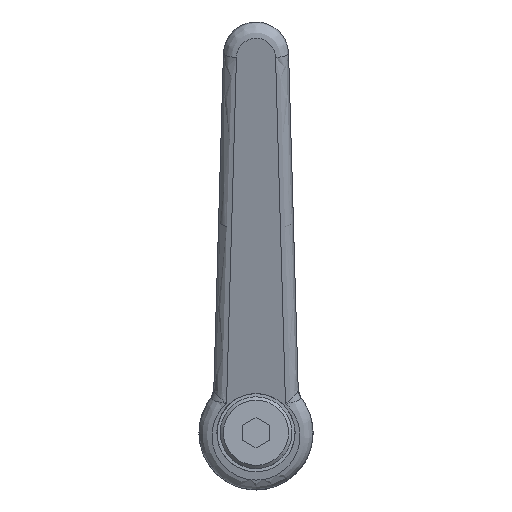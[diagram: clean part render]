
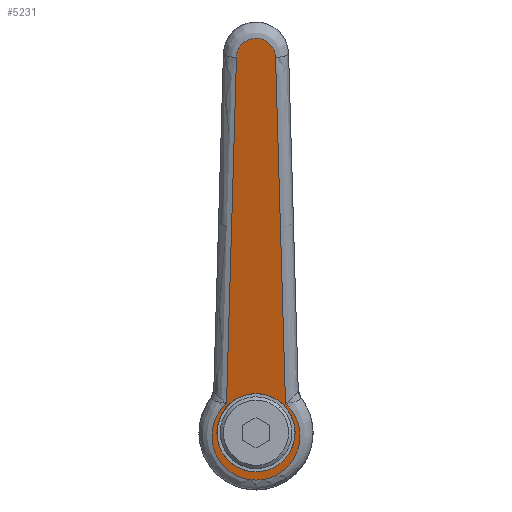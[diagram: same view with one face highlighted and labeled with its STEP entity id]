
A CAD part, top view. The second image highlights one B-rep face of the part: STEP entity #5231.
In plain terms, the highlighted free-form (B-spline) face has degree [1, 1] with [2, 2] control points.
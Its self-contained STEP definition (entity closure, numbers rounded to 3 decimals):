
#1861=CARTESIAN_POINT('',(4.424,4.054,30.087));
#1862=VERTEX_POINT('',#1861);
#1868=CARTESIAN_POINT('',(-6.,0.0,27.327));
#1869=VERTEX_POINT('',#1868);
#1870=CARTESIAN_POINT('',(4.424,4.054,30.087));
#1871=CARTESIAN_POINT('',(2.64,6.,29.615));
#1872=CARTESIAN_POINT('',(0.,6.0,28.916));
#1873=CARTESIAN_POINT('',(-6.,6.0,27.327));
#1874=CARTESIAN_POINT('',(-6.,0.0,27.327));
#1882=(BOUNDED_CURVE()B_SPLINE_CURVE(2,(#1870,#1871,#1872,#1873,#1874),.UNSPECIFIED.,.F.,.U.)B_SPLINE_CURVE_WITH_KNOTS((3,2,3),(0.618,0.75,1.0),.UNSPECIFIED.)CURVE()GEOMETRIC_REPRESENTATION_ITEM()RATIONAL_B_SPLINE_CURVE((0.854,0.846,1.0,0.707,1.0))REPRESENTATION_ITEM(''));
#1883=EDGE_CURVE('',#1862,#1869,#1882,.T.);
#1885=CARTESIAN_POINT('',(4.3,-4.185,30.054));
#1886=VERTEX_POINT('',#1885);
#1887=CARTESIAN_POINT('',(-6.,0.0,27.327));
#1888=CARTESIAN_POINT('',(-6.,-6.0,27.327));
#1889=CARTESIAN_POINT('',(0.,-6.0,28.916));
#1890=CARTESIAN_POINT('',(2.533,-6.,29.586));
#1891=CARTESIAN_POINT('',(4.3,-4.185,30.054));
#1899=(BOUNDED_CURVE()B_SPLINE_CURVE(2,(#1887,#1888,#1889,#1890,#1891),.UNSPECIFIED.,.F.,.U.)B_SPLINE_CURVE_WITH_KNOTS((3,2,3),(0.0,0.25,0.377),.UNSPECIFIED.)CURVE()GEOMETRIC_REPRESENTATION_ITEM()RATIONAL_B_SPLINE_CURVE((1.0,0.707,1.0,0.851,0.854))REPRESENTATION_ITEM(''));
#1900=EDGE_CURVE('',#1869,#1886,#1899,.T.);
#1937=CARTESIAN_POINT('',(6.,0.,30.504));
#1938=VERTEX_POINT('',#1937);
#1939=CARTESIAN_POINT('',(4.3,-4.185,30.054));
#1940=CARTESIAN_POINT('',(6.,-2.438,30.504));
#1941=CARTESIAN_POINT('',(6.,0.,30.504));
#1949=(BOUNDED_CURVE()B_SPLINE_CURVE(2,(#1939,#1940,#1941),.UNSPECIFIED.,.F.,.U.)B_SPLINE_CURVE_WITH_KNOTS((3,3),(0.377,0.5),.UNSPECIFIED.)CURVE()GEOMETRIC_REPRESENTATION_ITEM()RATIONAL_B_SPLINE_CURVE((0.854,0.856,1.0))REPRESENTATION_ITEM(''));
#1950=EDGE_CURVE('',#1886,#1938,#1949,.T.);
#1952=CARTESIAN_POINT('',(6.,0.,30.504));
#1953=CARTESIAN_POINT('',(6.,2.333,30.504));
#1954=CARTESIAN_POINT('',(4.424,4.054,30.087));
#1962=(BOUNDED_CURVE()B_SPLINE_CURVE(2,(#1952,#1953,#1954),.UNSPECIFIED.,.F.,.U.)B_SPLINE_CURVE_WITH_KNOTS((3,3),(0.5,0.618),.UNSPECIFIED.)CURVE()GEOMETRIC_REPRESENTATION_ITEM()RATIONAL_B_SPLINE_CURVE((1.0,0.861,0.854))REPRESENTATION_ITEM(''));
#1963=EDGE_CURVE('',#1938,#1862,#1962,.T.);
#4235=CARTESIAN_POINT('',(4.498,4.524,30.107));
#4236=VERTEX_POINT('',#4235);
#4478=CARTESIAN_POINT('',(4.498,-4.524,30.107));
#4479=VERTEX_POINT('',#4478);
#4591=CARTESIAN_POINT('',(57.574,-2.999,44.162));
#4592=VERTEX_POINT('',#4591);
#4593=CARTESIAN_POINT('',(4.498,-4.524,30.107));
#4594=CARTESIAN_POINT('',(57.574,-2.999,44.162));
#4595=QUASI_UNIFORM_CURVE('',1,(#4593,#4594),.UNSPECIFIED.,.F.,.U.);
#4596=EDGE_CURVE('',#4479,#4592,#4595,.T.);
#4806=CARTESIAN_POINT('',(4.498,4.524,30.107));
#4807=CARTESIAN_POINT('',(1.391,7.964,29.284));
#4808=CARTESIAN_POINT('',(-2.935,6.3,28.138));
#4809=CARTESIAN_POINT('',(-7.262,4.636,26.993));
#4810=CARTESIAN_POINT('',(-7.262,0.,26.993));
#4811=CARTESIAN_POINT('',(-7.262,-4.636,26.993));
#4812=CARTESIAN_POINT('',(-2.935,-6.3,28.138));
#4813=CARTESIAN_POINT('',(1.391,-7.964,29.284));
#4814=CARTESIAN_POINT('',(4.498,-4.524,30.107));
#4822=(BOUNDED_CURVE()B_SPLINE_CURVE(2,(#4806,#4807,#4808,#4809,#4810,#4811,#4812,#4813,#4814),.UNSPECIFIED.,.F.,.U.)B_SPLINE_CURVE_WITH_KNOTS((3,2,2,2,3),(0.0,0.25,0.5,0.75,1.0),.UNSPECIFIED.)CURVE()GEOMETRIC_REPRESENTATION_ITEM()RATIONAL_B_SPLINE_CURVE((1.0,0.824,1.0,0.824,1.0,0.824,1.0,0.824,1.0))REPRESENTATION_ITEM(''));
#4823=EDGE_CURVE('',#4236,#4479,#4822,.T.);
#4892=CARTESIAN_POINT('',(57.574,2.999,44.162));
#4893=VERTEX_POINT('',#4892);
#4906=CARTESIAN_POINT('',(57.574,-2.999,44.162));
#4907=CARTESIAN_POINT('',(60.488,-2.915,44.933));
#4908=CARTESIAN_POINT('',(60.488,0.,44.933));
#4909=CARTESIAN_POINT('',(60.488,2.915,44.933));
#4910=CARTESIAN_POINT('',(57.574,2.999,44.162));
#4918=(BOUNDED_CURVE()B_SPLINE_CURVE(2,(#4906,#4907,#4908,#4909,#4910),.UNSPECIFIED.,.F.,.U.)B_SPLINE_CURVE_WITH_KNOTS((3,2,3),(0.0,0.5,1.0),.UNSPECIFIED.)CURVE()GEOMETRIC_REPRESENTATION_ITEM()RATIONAL_B_SPLINE_CURVE((1.0,0.717,1.0,0.717,1.0))REPRESENTATION_ITEM(''));
#4919=EDGE_CURVE('',#4592,#4893,#4918,.T.);
#4960=CARTESIAN_POINT('',(57.574,2.999,44.162));
#4961=CARTESIAN_POINT('',(4.498,4.524,30.107));
#4962=QUASI_UNIFORM_CURVE('',1,(#4960,#4961),.UNSPECIFIED.,.F.,.U.);
#4963=EDGE_CURVE('',#4893,#4236,#4962,.T.);
#5214=CARTESIAN_POINT('',(63.872,-7.419,45.83));
#5215=CARTESIAN_POINT('',(-10.646,-7.419,26.096));
#5216=CARTESIAN_POINT('',(63.872,7.419,45.83));
#5217=CARTESIAN_POINT('',(-10.646,7.419,26.096));
#5218=B_SPLINE_SURFACE_WITH_KNOTS('',1,1,((#5214,#5216),(#5215,#5217)),.UNSPECIFIED.,.F.,.F.,.U.,(2,2),(2,2),(0.0,77.087),(0.0,14.837),.UNSPECIFIED.);
#5219=ORIENTED_EDGE('',*,*,#4823,.T.);
#5220=ORIENTED_EDGE('',*,*,#4596,.T.);
#5221=ORIENTED_EDGE('',*,*,#4919,.T.);
#5222=ORIENTED_EDGE('',*,*,#4963,.T.);
#5223=EDGE_LOOP('',(#5219,#5220,#5221,#5222));
#5224=FACE_OUTER_BOUND('',#5223,.T.);
#5225=ORIENTED_EDGE('',*,*,#1963,.F.);
#5226=ORIENTED_EDGE('',*,*,#1950,.F.);
#5227=ORIENTED_EDGE('',*,*,#1900,.F.);
#5228=ORIENTED_EDGE('',*,*,#1883,.F.);
#5229=EDGE_LOOP('',(#5225,#5226,#5227,#5228));
#5230=FACE_BOUND('',#5229,.T.);
#5231=ADVANCED_FACE('',(#5224,#5230),#5218,.F.);
